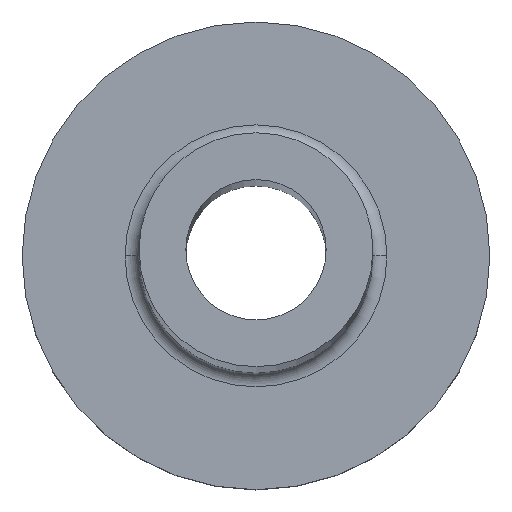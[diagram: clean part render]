
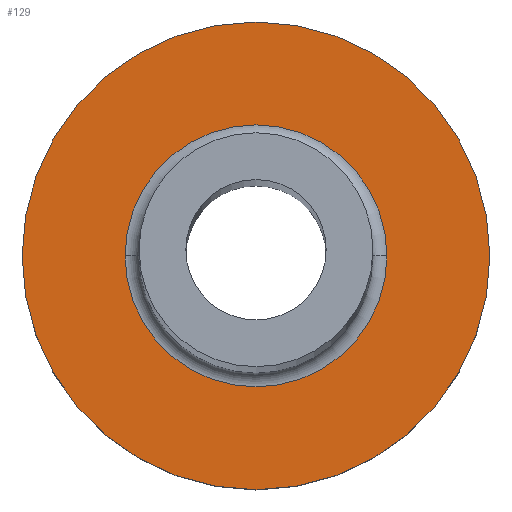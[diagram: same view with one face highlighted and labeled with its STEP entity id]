
A CAD part, top view. The second image highlights one B-rep face of the part: STEP entity #129.
In plain terms, the highlighted planar face has unit normal (0, 0, 1).
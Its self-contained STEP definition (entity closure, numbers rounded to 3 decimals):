
#43 = CARTESIAN_POINT ( 'NONE',  ( 5., 0., 3. ) ) ;
#46 = CARTESIAN_POINT ( 'NONE',  ( 0., 0., 3. ) ) ;
#51 = CIRCLE ( 'NONE', #79, 2.8 ) ;
#73 = ORIENTED_EDGE ( 'NONE', *, *, #236, .T. ) ;
#76 = ORIENTED_EDGE ( 'NONE', *, *, #90, .T. ) ;
#77 = CARTESIAN_POINT ( 'NONE',  ( 0., 0., 3. ) ) ;
#79 = AXIS2_PLACEMENT_3D ( 'NONE', #46, #165, #160 ) ;
#90 = EDGE_CURVE ( 'NONE', #279, #335, #284, .T. ) ;
#102 = CIRCLE ( 'NONE', #269, 5. ) ;
#103 = PLANE ( 'NONE',  #326 ) ;
#110 = DIRECTION ( 'NONE',  ( 1., 0., 0. ) ) ;
#121 = AXIS2_PLACEMENT_3D ( 'NONE', #184, #235, #203 ) ;
#129 = ADVANCED_FACE ( 'NONE', ( #153, #182 ), #103, .T. ) ;
#153 = FACE_BOUND ( 'NONE', #294, .T. ) ;
#160 = DIRECTION ( 'NONE',  ( 1., 0., 0. ) ) ;
#163 = CARTESIAN_POINT ( 'NONE',  ( 2.8, 0., 3. ) ) ;
#165 = DIRECTION ( 'NONE',  ( 0., 0., -1. ) ) ;
#176 = ORIENTED_EDGE ( 'NONE', *, *, #241, .T. ) ;
#182 = FACE_OUTER_BOUND ( 'NONE', #283, .T. ) ;
#184 = CARTESIAN_POINT ( 'NONE',  ( 0., 0., 3. ) ) ;
#190 = VERTEX_POINT ( 'NONE', #240 ) ;
#191 = EDGE_CURVE ( 'NONE', #263, #190, #102, .T. ) ;
#193 = CARTESIAN_POINT ( 'NONE',  ( -2.8, 0., 3. ) ) ;
#202 = ORIENTED_EDGE ( 'NONE', *, *, #191, .T. ) ;
#203 = DIRECTION ( 'NONE',  ( 1., 0., 0. ) ) ;
#209 = CARTESIAN_POINT ( 'NONE',  ( 0., 0., 3. ) ) ;
#215 = DIRECTION ( 'NONE',  ( 0., 0., 1. ) ) ;
#235 = DIRECTION ( 'NONE',  ( 0., 0., -1. ) ) ;
#236 = EDGE_CURVE ( 'NONE', #190, #263, #292, .T. ) ;
#240 = CARTESIAN_POINT ( 'NONE',  ( -5., 0., 3. ) ) ;
#241 = EDGE_CURVE ( 'NONE', #335, #279, #51, .T. ) ;
#263 = VERTEX_POINT ( 'NONE', #43 ) ;
#265 = DIRECTION ( 'NONE',  ( 1., 0., 0. ) ) ;
#269 = AXIS2_PLACEMENT_3D ( 'NONE', #356, #297, #265 ) ;
#279 = VERTEX_POINT ( 'NONE', #163 ) ;
#283 = EDGE_LOOP ( 'NONE', ( #73, #202 ) ) ;
#284 = CIRCLE ( 'NONE', #121, 2.8 ) ;
#291 = DIRECTION ( 'NONE',  ( 1., 0., 0. ) ) ;
#292 = CIRCLE ( 'NONE', #370, 5. ) ;
#294 = EDGE_LOOP ( 'NONE', ( #76, #176 ) ) ;
#297 = DIRECTION ( 'NONE',  ( 0., 0., 1. ) ) ;
#326 = AXIS2_PLACEMENT_3D ( 'NONE', #209, #327, #291 ) ;
#327 = DIRECTION ( 'NONE',  ( 0., 0., 1. ) ) ;
#335 = VERTEX_POINT ( 'NONE', #193 ) ;
#356 = CARTESIAN_POINT ( 'NONE',  ( 0., 0., 3. ) ) ;
#370 = AXIS2_PLACEMENT_3D ( 'NONE', #77, #215, #110 ) ;
